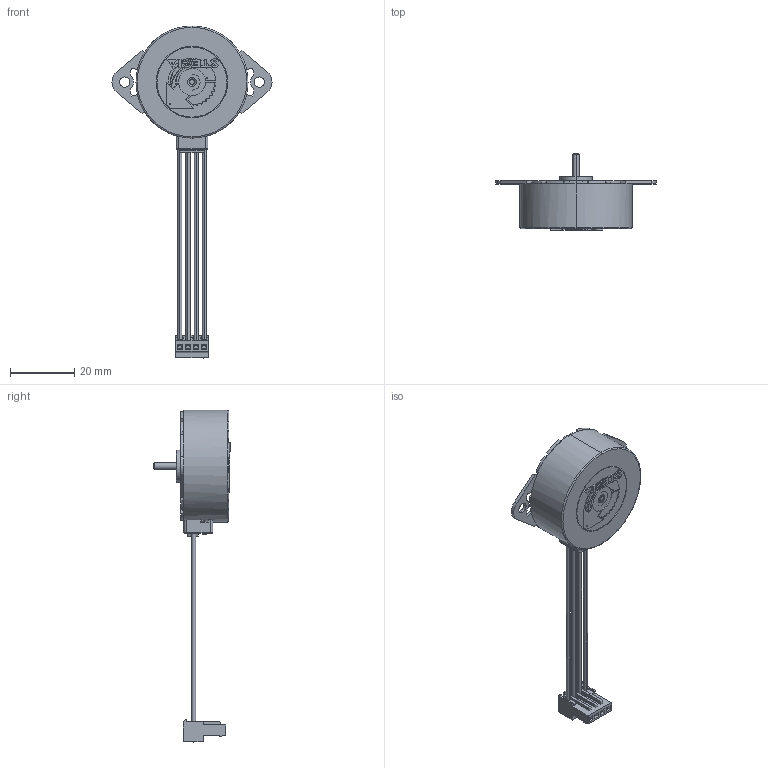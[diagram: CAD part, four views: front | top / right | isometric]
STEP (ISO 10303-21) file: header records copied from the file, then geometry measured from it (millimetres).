
FILE_DESCRIPTION (( 'STEP AP214' ), '1' );
FILE_NAME ('35SxxSxxxx.STEP', '2015-09-15T10:55:27', ( 'David' ), ( '' ), 'SwSTEP 2.0', 'SolidWorks 2015', '' );
FILE_SCHEMA (( 'AUTOMOTIVE_DESIGN' ));
Length unit declared in the file: millimetre
Products named in the file (1): 35SxxSxxxx
Bounding box: 50 x 23.9 x 103.65 mm (x, y, z)
Volume: 15507.5 mm3; surface area: 8282.9 mm2
Topology: 9 solids, 9 shells, 996 faces, 2710 edges, 1760 vertices
Faces by surface type: plane 761, cylinder 196, bspline 27, torus 10, cone 2
Entity records: 34256 total; most frequent: CARTESIAN_POINT 5977, ORIENTED_EDGE 5420, DIRECTION 5053, EDGE_CURVE 2710, VECTOR 2173, LINE 2173, VERTEX_POINT 1760, AXIS2_PLACEMENT_3D 1440
